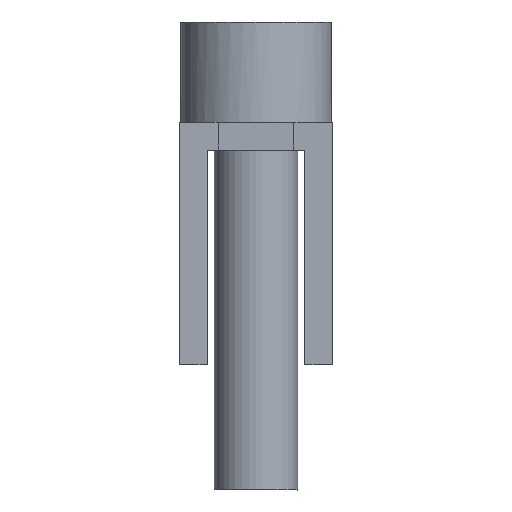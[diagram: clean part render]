
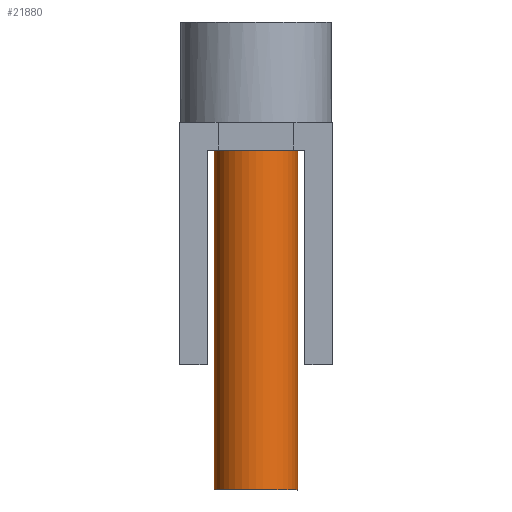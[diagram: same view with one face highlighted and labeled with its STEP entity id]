
A CAD part, left-side view. The second image highlights one B-rep face of the part: STEP entity #21880.
In plain terms, the highlighted cylindrical face has radius 1.5 mm (diameter 3 mm), a partial arc.
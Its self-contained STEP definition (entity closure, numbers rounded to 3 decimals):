
#12780=CARTESIAN_POINT('',(47.179,-18.728,-32.1));
#12790=DIRECTION('',(0.,-1.,0.));
#12800=DIRECTION('',(-1.,0.,0.));
#12810=AXIS2_PLACEMENT_3D('',#12780,#12790,#12800);
#12820=CIRCLE('',#12810,1.5);
#12830=CARTESIAN_POINT('',(45.679,-18.728,-32.1));
#12840=VERTEX_POINT('',#12830);
#12850=CARTESIAN_POINT('',(48.679,-18.728,-32.1));
#12860=VERTEX_POINT('',#12850);
#12890=EDGE_CURVE('',#12860,#12840,#12820,.T.);
#21570=CARTESIAN_POINT('',(47.179,-24.328,-32.1));
#21580=DIRECTION('',(0.,-1.,0.));
#21590=DIRECTION('',(-1.,0.,0.));
#21600=AXIS2_PLACEMENT_3D('',#21570,#21580,#21590);
#21610=CYLINDRICAL_SURFACE('',#21600,1.5);
#21620=CARTESIAN_POINT('',(48.679,-24.328,-32.1));
#21630=DIRECTION('',(0.,-1.,0.));
#21640=VECTOR('',#21630,1.);
#21650=LINE('',#21620,#21640);
#21660=CARTESIAN_POINT('',(48.679,-30.928,-32.1));
#21670=VERTEX_POINT('',#21660);
#21680=EDGE_CURVE('',#12860,#21670,#21650,.T.);
#21690=ORIENTED_EDGE('',*,*,#21680,.F.);
#21700=CARTESIAN_POINT('',(47.179,-30.928,-32.1));
#21710=DIRECTION('',(0.,-1.,0.));
#21720=DIRECTION('',(-1.,0.,0.));
#21730=AXIS2_PLACEMENT_3D('',#21700,#21710,#21720);
#21740=CIRCLE('',#21730,1.5);
#21750=CARTESIAN_POINT('',(45.679,-30.928,-32.1));
#21760=VERTEX_POINT('',#21750);
#21770=EDGE_CURVE('',#21670,#21760,#21740,.T.);
#21780=ORIENTED_EDGE('',*,*,#21770,.F.);
#21790=CARTESIAN_POINT('',(45.679,-24.328,-32.1));
#21800=DIRECTION('',(0.,-1.,0.));
#21810=VECTOR('',#21800,1.);
#21820=LINE('',#21790,#21810);
#21830=EDGE_CURVE('',#12840,#21760,#21820,.T.);
#21840=ORIENTED_EDGE('',*,*,#21830,.T.);
#21850=ORIENTED_EDGE('',*,*,#12890,.T.);
#21860=EDGE_LOOP('',(#21850,#21840,#21780,#21690));
#21870=FACE_OUTER_BOUND('',#21860,.T.);
#21880=ADVANCED_FACE('',(#21870),#21610,.T.);
